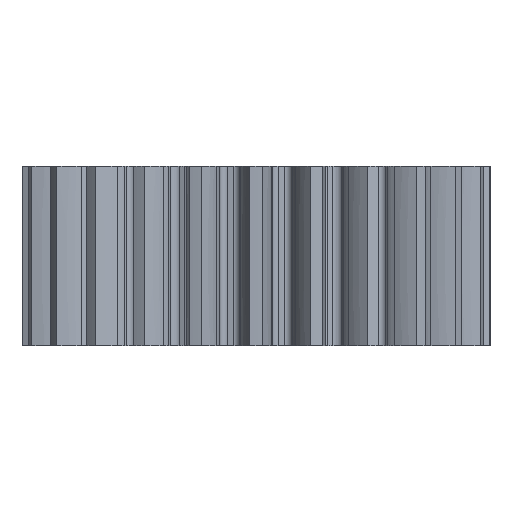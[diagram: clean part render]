
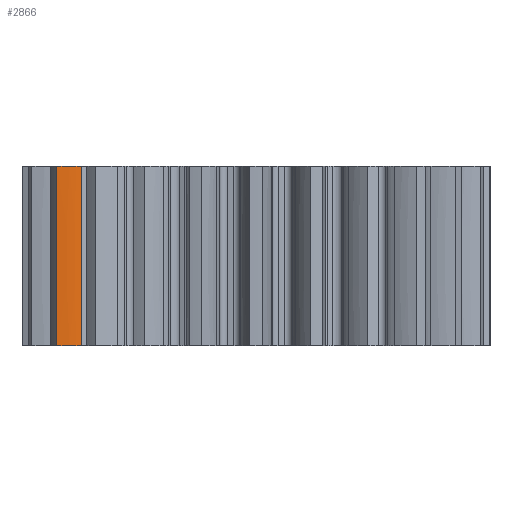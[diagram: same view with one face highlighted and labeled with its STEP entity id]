
A CAD part, left-side view. The second image highlights one B-rep face of the part: STEP entity #2866.
In plain terms, the highlighted face is a extrusion surface.
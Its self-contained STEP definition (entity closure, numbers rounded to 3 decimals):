
#2839 = VERTEX_POINT('',#2840);
#2840 = CARTESIAN_POINT('',(-10.211,16.613,15.));
#2847 = EDGE_CURVE('',#2848,#2839,#2850,.T.);
#2848 = VERTEX_POINT('',#2849);
#2849 = CARTESIAN_POINT('',(-10.211,16.613,0.));
#2850 = LINE('',#2851,#2852);
#2851 = CARTESIAN_POINT('',(-10.211,16.613,0.));
#2852 = VECTOR('',#2853,1.);
#2853 = DIRECTION('',(0.,0.,1.));
#2866 = ADVANCED_FACE('',(#2867),#2894,.F.);
#2867 = FACE_BOUND('',#2868,.F.);
#2868 = EDGE_LOOP('',(#2869,#2870,#2879,#2887));
#2869 = ORIENTED_EDGE('',*,*,#2847,.T.);
#2870 = ORIENTED_EDGE('',*,*,#2871,.T.);
#2871 = EDGE_CURVE('',#2839,#2872,#2874,.T.);
#2872 = VERTEX_POINT('',#2873);
#2873 = CARTESIAN_POINT('',(-9.891,14.579,15.));
#2874 = B_SPLINE_CURVE_WITH_KNOTS('',3,(#2875,#2876,#2877,#2878),
  .UNSPECIFIED.,.F.,.F.,(4,4),(0.,1.),.PIECEWISE_BEZIER_KNOTS.);
#2875 = CARTESIAN_POINT('',(-10.211,16.613,15.));
#2876 = CARTESIAN_POINT('',(-10.182,15.692,15.));
#2877 = CARTESIAN_POINT('',(-10.034,15.021,15.));
#2878 = CARTESIAN_POINT('',(-9.891,14.579,15.));
#2879 = ORIENTED_EDGE('',*,*,#2880,.F.);
#2880 = EDGE_CURVE('',#2881,#2872,#2883,.T.);
#2881 = VERTEX_POINT('',#2882);
#2882 = CARTESIAN_POINT('',(-9.891,14.579,0.));
#2883 = LINE('',#2884,#2885);
#2884 = CARTESIAN_POINT('',(-9.891,14.579,0.));
#2885 = VECTOR('',#2886,1.);
#2886 = DIRECTION('',(0.,0.,1.));
#2887 = ORIENTED_EDGE('',*,*,#2888,.F.);
#2888 = EDGE_CURVE('',#2848,#2881,#2889,.T.);
#2889 = B_SPLINE_CURVE_WITH_KNOTS('',3,(#2890,#2891,#2892,#2893),
  .UNSPECIFIED.,.F.,.F.,(4,4),(0.,1.),.PIECEWISE_BEZIER_KNOTS.);
#2890 = CARTESIAN_POINT('',(-10.211,16.613,0.));
#2891 = CARTESIAN_POINT('',(-10.182,15.692,0.));
#2892 = CARTESIAN_POINT('',(-10.034,15.021,0.));
#2893 = CARTESIAN_POINT('',(-9.891,14.579,0.));
#2894 = SURFACE_OF_LINEAR_EXTRUSION('',#2895,#2900);
#2895 = B_SPLINE_CURVE_WITH_KNOTS('',3,(#2896,#2897,#2898,#2899),
  .UNSPECIFIED.,.F.,.F.,(4,4),(0.,1.),.PIECEWISE_BEZIER_KNOTS.);
#2896 = CARTESIAN_POINT('',(-10.211,16.613,0.));
#2897 = CARTESIAN_POINT('',(-10.182,15.692,0.));
#2898 = CARTESIAN_POINT('',(-10.034,15.021,0.));
#2899 = CARTESIAN_POINT('',(-9.891,14.579,0.));
#2900 = VECTOR('',#2901,1.);
#2901 = DIRECTION('',(-0.,-0.,-1.));
